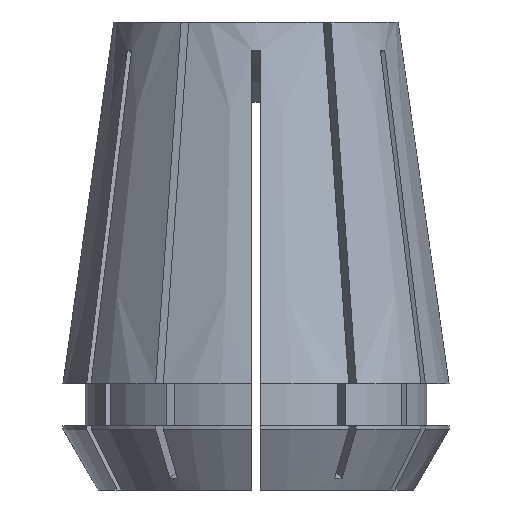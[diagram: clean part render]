
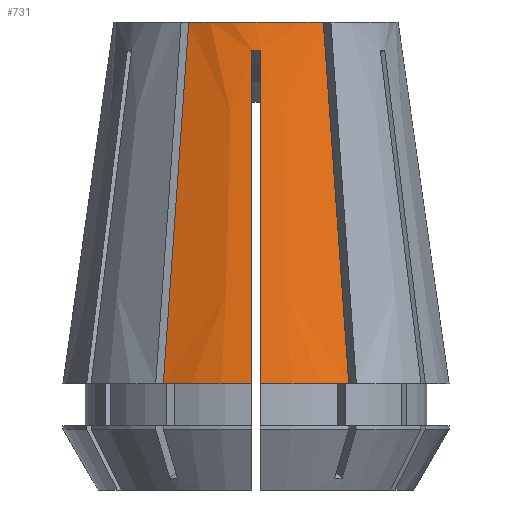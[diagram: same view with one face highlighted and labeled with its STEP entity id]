
A CAD part, front view. The second image highlights one B-rep face of the part: STEP entity #731.
In plain terms, the highlighted conical face has half-angle 8 degrees and reference radius 16.5 mm.
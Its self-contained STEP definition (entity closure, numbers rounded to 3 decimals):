
#67 = DIRECTION ( 'NONE',  ( 1., 0., 0. ) ) ;
#100 = AXIS2_PLACEMENT_3D ( 'NONE', #1609, #1294, #67 ) ;
#155 = VERTEX_POINT ( 'NONE', #3042 ) ;
#175 = VERTEX_POINT ( 'NONE', #3939 ) ;
#220 = CARTESIAN_POINT ( 'NONE',  ( 0.375, -16.496, -30.9 ) ) ;
#226 = CARTESIAN_POINT ( 'NONE',  ( -7.923, -14.474, -30.9 ) ) ;
#238 = B_SPLINE_CURVE_WITH_KNOTS ( 'NONE', 3,
 ( #1937, #3766, #403, #2562 ),
 .UNSPECIFIED., .F., .F.,
 ( 4, 4 ),
 ( 0.024, 0.052 ),
 .UNSPECIFIED. ) ;
#245 = VERTEX_POINT ( 'NONE', #1152 ) ;
#260 = AXIS2_PLACEMENT_3D ( 'NONE', #2693, #2518, #3041 ) ;
#279 = CARTESIAN_POINT ( 'NONE',  ( -7.695, -14.077, -27.645 ) ) ;
#291 = CARTESIAN_POINT ( 'NONE',  ( -7.466, -13.681, -24.391 ) ) ;
#297 = EDGE_CURVE ( 'NONE', #1458, #1322, #330, .T. ) ;
#299 = CARTESIAN_POINT ( 'NONE',  ( -7.237, -13.285, -21.136 ) ) ;
#329 = CARTESIAN_POINT ( 'NONE',  ( -6.742, -12.427, -14.091 ) ) ;
#330 = CIRCLE ( 'NONE', #1860, 16.5 ) ;
#403 = CARTESIAN_POINT ( 'NONE',  ( -0.375, -13.825, -11.902 ) ) ;
#423 = ORIENTED_EDGE ( 'NONE', *, *, #1060, .F. ) ;
#500 = DIRECTION ( 'NONE',  ( 1., 0., 0. ) ) ;
#531 = CONICAL_SURFACE ( 'NONE', #260, 16.5, 0.14 ) ;
#540 = CARTESIAN_POINT ( 'NONE',  ( 0.375, -13.825, -11.902 ) ) ;
#550 = CARTESIAN_POINT ( 'NONE',  ( -5.751, -10.711, 0. ) ) ;
#716 = FACE_OUTER_BOUND ( 'NONE', #2689, .T. ) ;
#731 = ADVANCED_FACE ( 'NONE', ( #716 ), #531, .T. ) ;
#747 = CARTESIAN_POINT ( 'NONE',  ( 0.375, -16.496, -30.9 ) ) ;
#756 = ORIENTED_EDGE ( 'NONE', *, *, #3518, .T. ) ;
#780 = EDGE_CURVE ( 'NONE', #175, #1458, #2705, .T. ) ;
#811 = CARTESIAN_POINT ( 'NONE',  ( 0., 0., -30.9 ) ) ;
#868 = B_SPLINE_CURVE_WITH_KNOTS ( 'NONE', 3,
 ( #1445, #2095, #1724, #1633, #1692, #3553, #3830 ),
 .UNSPECIFIED., .F., .F.,
 ( 4, 3, 4 ),
 ( 0., 0.021, 0.031 ),
 .UNSPECIFIED. ) ;
#1060 = EDGE_CURVE ( 'NONE', #1129, #3959, #3344, .T. ) ;
#1129 = VERTEX_POINT ( 'NONE', #747 ) ;
#1152 = CARTESIAN_POINT ( 'NONE',  ( 7.923, -14.474, -30.9 ) ) ;
#1236 = ORIENTED_EDGE ( 'NONE', *, *, #1547, .T. ) ;
#1245 = CARTESIAN_POINT ( 'NONE',  ( -6.246, -11.569, -7.045 ) ) ;
#1248 = EDGE_CURVE ( 'NONE', #175, #2722, #3160, .T. ) ;
#1294 = DIRECTION ( 'NONE',  ( 0., 0., 1. ) ) ;
#1295 = CARTESIAN_POINT ( 'NONE',  ( 5.751, -10.711, 0. ) ) ;
#1322 = VERTEX_POINT ( 'NONE', #2695 ) ;
#1379 = CARTESIAN_POINT ( 'NONE',  ( -0.375, -12.49, -2.403 ) ) ;
#1420 = CARTESIAN_POINT ( 'NONE',  ( -7.923, -14.474, -30.9 ) ) ;
#1445 = CARTESIAN_POINT ( 'NONE',  ( 5.751, -10.711, 0. ) ) ;
#1458 = VERTEX_POINT ( 'NONE', #1420 ) ;
#1500 = ORIENTED_EDGE ( 'NONE', *, *, #297, .T. ) ;
#1547 = EDGE_CURVE ( 'NONE', #155, #3959, #2936, .T. ) ;
#1609 = CARTESIAN_POINT ( 'NONE',  ( 0., 0., 0. ) ) ;
#1633 = CARTESIAN_POINT ( 'NONE',  ( 7.237, -13.285, -21.136 ) ) ;
#1692 = CARTESIAN_POINT ( 'NONE',  ( 7.466, -13.681, -24.391 ) ) ;
#1724 = CARTESIAN_POINT ( 'NONE',  ( 6.742, -12.427, -14.091 ) ) ;
#1742 = EDGE_CURVE ( 'NONE', #2722, #245, #868, .T. ) ;
#1755 = CARTESIAN_POINT ( 'NONE',  ( 0.375, -12.49, -2.403 ) ) ;
#1860 = AXIS2_PLACEMENT_3D ( 'NONE', #811, #2653, #500 ) ;
#1937 = CARTESIAN_POINT ( 'NONE',  ( -0.375, -16.496, -30.9 ) ) ;
#2006 = ORIENTED_EDGE ( 'NONE', *, *, #1742, .F. ) ;
#2067 = CARTESIAN_POINT ( 'NONE',  ( 0.375, -12.49, -2.403 ) ) ;
#2076 = CARTESIAN_POINT ( 'NONE',  ( 0.125, -12.497, -2.399 ) ) ;
#2095 = CARTESIAN_POINT ( 'NONE',  ( 6.246, -11.569, -7.045 ) ) ;
#2244 = ORIENTED_EDGE ( 'NONE', *, *, #780, .T. ) ;
#2369 = EDGE_CURVE ( 'NONE', #1129, #245, #3248, .T. ) ;
#2416 = CARTESIAN_POINT ( 'NONE',  ( 0.375, -12.49, -2.403 ) ) ;
#2475 = ORIENTED_EDGE ( 'NONE', *, *, #1248, .F. ) ;
#2518 = DIRECTION ( 'NONE',  ( 0., 0., -1. ) ) ;
#2562 = CARTESIAN_POINT ( 'NONE',  ( -0.375, -12.49, -2.403 ) ) ;
#2637 = CARTESIAN_POINT ( 'NONE',  ( -0.125, -12.497, -2.399 ) ) ;
#2653 = DIRECTION ( 'NONE',  ( 0., 0., 1. ) ) ;
#2689 = EDGE_LOOP ( 'NONE', ( #2006, #2475, #2244, #1500, #756, #1236, #423, #2971 ) ) ;
#2693 = CARTESIAN_POINT ( 'NONE',  ( 0., 0., -30.9 ) ) ;
#2695 = CARTESIAN_POINT ( 'NONE',  ( -0.375, -16.496, -30.9 ) ) ;
#2705 = B_SPLINE_CURVE_WITH_KNOTS ( 'NONE', 3,
 ( #550, #1245, #329, #299, #291, #279, #226 ),
 .UNSPECIFIED., .F., .F.,
 ( 4, 3, 4 ),
 ( 0., 0.021, 0.031 ),
 .UNSPECIFIED. ) ;
#2722 = VERTEX_POINT ( 'NONE', #1295 ) ;
#2791 = CARTESIAN_POINT ( 'NONE',  ( 0., 0., -30.9 ) ) ;
#2794 = DIRECTION ( 'NONE',  ( 0., 0., 1. ) ) ;
#2936 = B_SPLINE_CURVE_WITH_KNOTS ( 'NONE', 3,
 ( #1379, #2637, #2076, #2416 ),
 .UNSPECIFIED., .F., .F.,
 ( 4, 4 ),
 ( 0., 0.001 ),
 .UNSPECIFIED. ) ;
#2971 = ORIENTED_EDGE ( 'NONE', *, *, #2369, .T. ) ;
#3041 = DIRECTION ( 'NONE',  ( -1., 0., 0. ) ) ;
#3042 = CARTESIAN_POINT ( 'NONE',  ( -0.375, -12.49, -2.403 ) ) ;
#3160 = CIRCLE ( 'NONE', #100, 12.158 ) ;
#3248 = CIRCLE ( 'NONE', #3825, 16.5 ) ;
#3344 = B_SPLINE_CURVE_WITH_KNOTS ( 'NONE', 3,
 ( #220, #3878, #540, #1755 ),
 .UNSPECIFIED., .F., .F.,
 ( 4, 4 ),
 ( 0.024, 0.052 ),
 .UNSPECIFIED. ) ;
#3518 = EDGE_CURVE ( 'NONE', #1322, #155, #238, .T. ) ;
#3553 = CARTESIAN_POINT ( 'NONE',  ( 7.695, -14.077, -27.645 ) ) ;
#3715 = DIRECTION ( 'NONE',  ( 1., 0., 0. ) ) ;
#3766 = CARTESIAN_POINT ( 'NONE',  ( -0.375, -15.161, -21.401 ) ) ;
#3825 = AXIS2_PLACEMENT_3D ( 'NONE', #2791, #2794, #3715 ) ;
#3830 = CARTESIAN_POINT ( 'NONE',  ( 7.923, -14.474, -30.9 ) ) ;
#3878 = CARTESIAN_POINT ( 'NONE',  ( 0.375, -15.161, -21.401 ) ) ;
#3939 = CARTESIAN_POINT ( 'NONE',  ( -5.751, -10.711, 0. ) ) ;
#3959 = VERTEX_POINT ( 'NONE', #2067 ) ;
